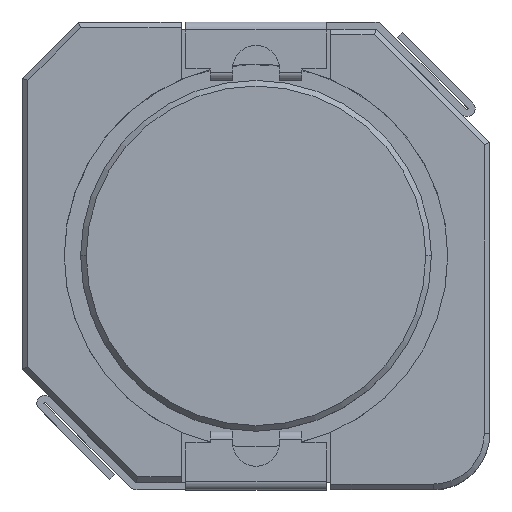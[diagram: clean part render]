
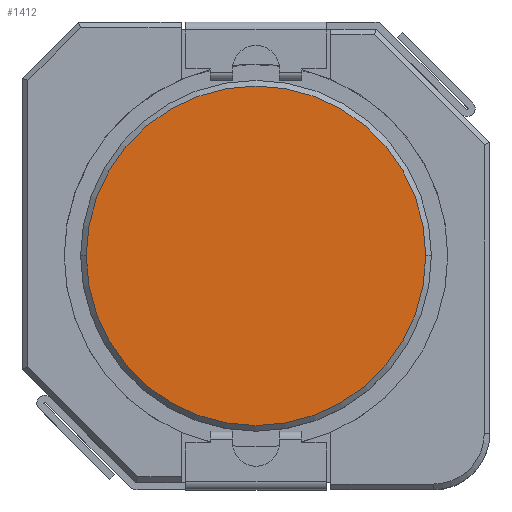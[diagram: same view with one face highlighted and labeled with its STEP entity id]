
A CAD part, top view. The second image highlights one B-rep face of the part: STEP entity #1412.
In plain terms, the highlighted planar face has unit normal (0, 0, 1).
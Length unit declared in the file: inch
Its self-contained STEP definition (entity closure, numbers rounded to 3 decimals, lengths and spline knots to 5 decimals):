
#187 = DIRECTION ( 'NONE',  ( -1., 0., 0. ) ) ;
#425 = ORIENTED_EDGE ( 'NONE', *, *, #1917, .F. ) ;
#789 = DIRECTION ( 'NONE',  ( 0., 0., -1. ) ) ;
#938 = CIRCLE ( 'NONE', #3192, 0.14291 ) ;
#1040 = EDGE_CURVE ( 'NONE', #1659, #1542, #3437, .T. ) ;
#1143 = EDGE_LOOP ( 'NONE', ( #425, #3461 ) ) ;
#1409 = DIRECTION ( 'NONE',  ( -1., 0., 0. ) ) ;
#1412 = ADVANCED_FACE ( 'NONE', ( #1804 ), #3083, .F. ) ;
#1542 = VERTEX_POINT ( 'NONE', #3307 ) ;
#1659 = VERTEX_POINT ( 'NONE', #3359 ) ;
#1732 = CARTESIAN_POINT ( 'NONE',  ( 0., 0., 0.16929 ) ) ;
#1776 = DIRECTION ( 'NONE',  ( 0., 0., -1. ) ) ;
#1804 = FACE_OUTER_BOUND ( 'NONE', #1143, .T. ) ;
#1917 = EDGE_CURVE ( 'NONE', #1542, #1659, #938, .T. ) ;
#2721 = DIRECTION ( 'NONE',  ( -1., 0., 0. ) ) ;
#2781 = CARTESIAN_POINT ( 'NONE',  ( 0., 0., 0.16929 ) ) ;
#3045 = AXIS2_PLACEMENT_3D ( 'NONE', #3892, #789, #187 ) ;
#3064 = AXIS2_PLACEMENT_3D ( 'NONE', #2781, #1776, #2721 ) ;
#3083 = PLANE ( 'NONE',  #3064 ) ;
#3192 = AXIS2_PLACEMENT_3D ( 'NONE', #1732, #3325, #1409 ) ;
#3307 = CARTESIAN_POINT ( 'NONE',  ( -0.14291, 0., 0.16929 ) ) ;
#3325 = DIRECTION ( 'NONE',  ( 0., 0., -1. ) ) ;
#3359 = CARTESIAN_POINT ( 'NONE',  ( 0.14291, 0., 0.16929 ) ) ;
#3437 = CIRCLE ( 'NONE', #3045, 0.14291 ) ;
#3461 = ORIENTED_EDGE ( 'NONE', *, *, #1040, .F. ) ;
#3892 = CARTESIAN_POINT ( 'NONE',  ( 0., 0., 0.16929 ) ) ;
